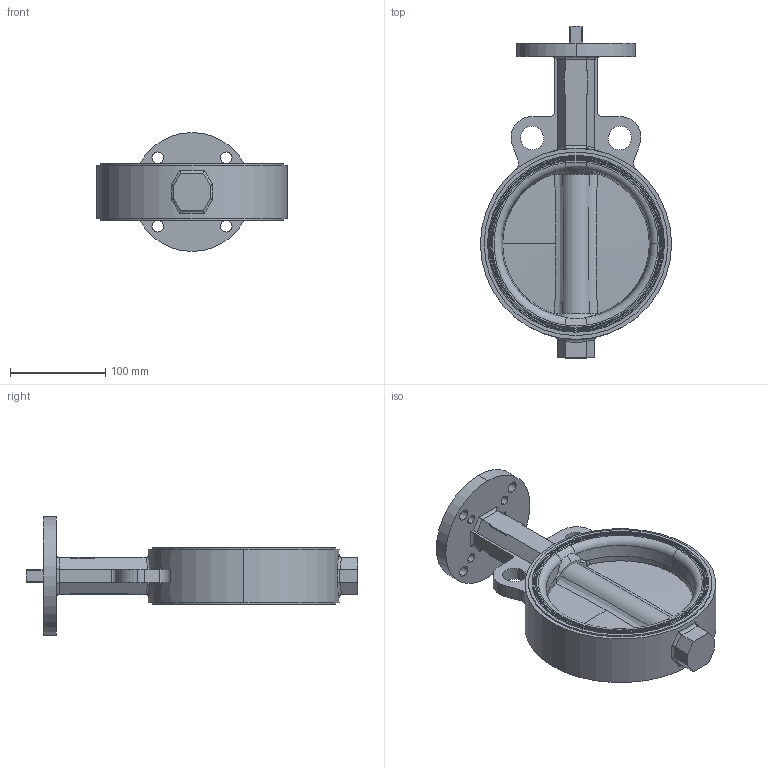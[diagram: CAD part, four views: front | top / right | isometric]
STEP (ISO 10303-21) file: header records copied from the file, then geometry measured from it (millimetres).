
FILE_DESCRIPTION (( 'STEP AP214' ), '1' );
FILE_NAME ('NS-0600-WAFER.step', '2019-03-07T20:53:15', ( '' ), ( '' ), 'SwSTEP 2.0', 'SolidWorks 2019', '' );
FILE_SCHEMA (( 'AUTOMOTIVE_DESIGN' ));
Length unit declared in the file: inch
Products named in the file (1): NS-0600-WAFER
Bounding box: 201 x 349.03 x 125 mm (x, y, z)
Surface area: 196342.1 mm2 (no closed solid volume)
Topology: 0 solids, 5 shells, 195 faces, 538 edges, 355 vertices
Faces by surface type: cylinder 70, plane 57, bspline 24, cone 22, torus 22
Entity records: 13089 total; most frequent: CARTESIAN_POINT 5765, ORIENTED_EDGE 1014, DIRECTION 941, EDGE_CURVE 538, AXIS2_PLACEMENT_3D 373, VERTEX_POINT 355, EDGE_LOOP 232, CIRCLE 201
